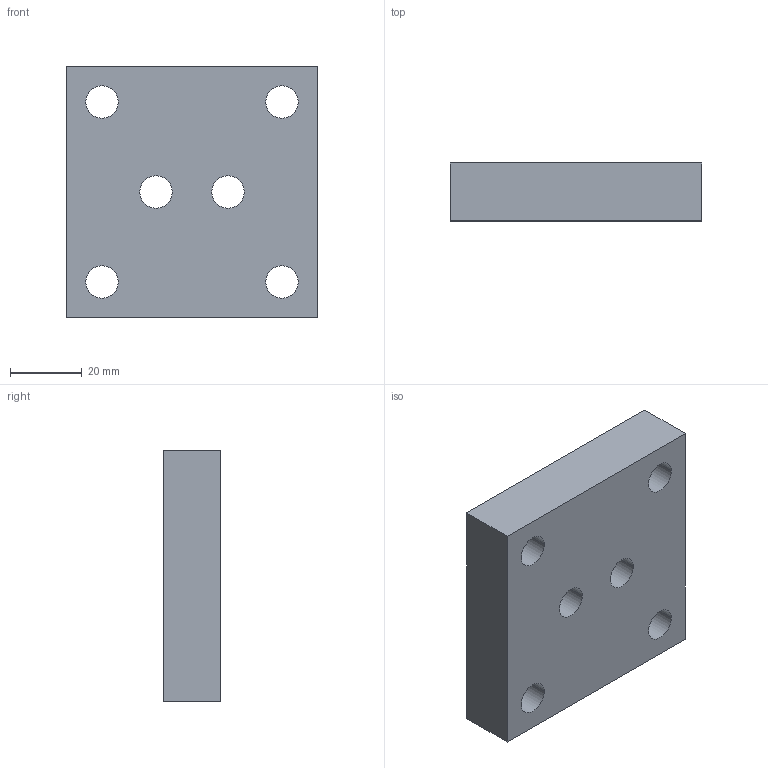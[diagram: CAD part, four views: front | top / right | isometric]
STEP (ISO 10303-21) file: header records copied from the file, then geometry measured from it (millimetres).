
FILE_DESCRIPTION(('STEP AP203'),'1');
FILE_NAME('ag_bp_750.stp','2014-04-29T17:09:46',('TraceParts'),('TraceParts S.A.'),'XStep 1.0',' ',' ');
FILE_SCHEMA(('CONFIG_CONTROL_DESIGN'));
Length unit declared in the file: millimetre
Products named in the file (1): 1
Bounding box: 70 x 16 x 70 mm (x, y, z)
Volume: 66637.9 mm3; surface area: 17173.4 mm2
Topology: 1 solids, 1 shells, 36 faces, 84 edges, 56 vertices
Faces by surface type: cylinder 24, plane 12
Entity records: 1124 total; most frequent: DIRECTION 206, CARTESIAN_POINT 177, ORIENTED_EDGE 168, AXIS2_PLACEMENT_3D 85, EDGE_CURVE 84, VERTEX_POINT 56, EDGE_LOOP 54, CIRCLE 48
